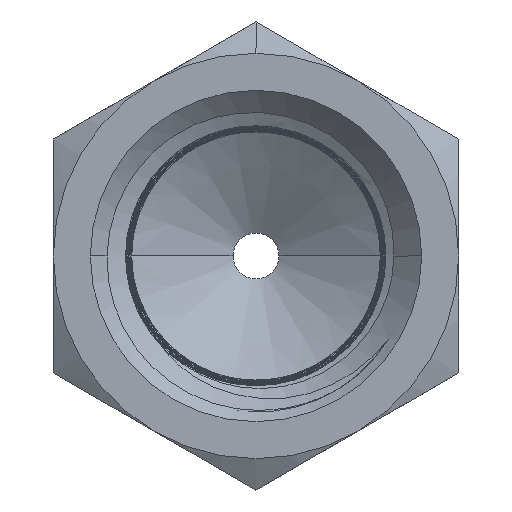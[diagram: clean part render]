
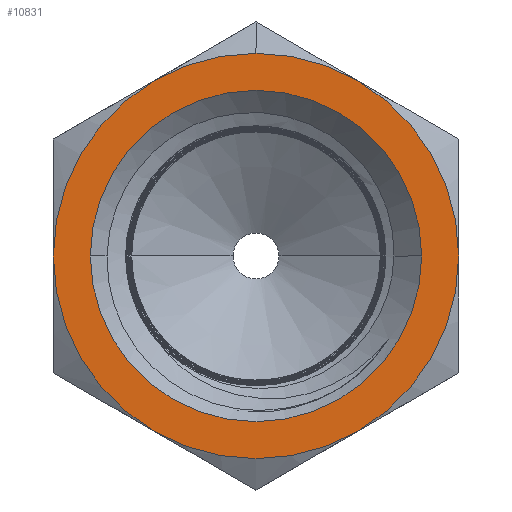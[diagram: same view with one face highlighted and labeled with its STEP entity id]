
A CAD part, front view. The second image highlights one B-rep face of the part: STEP entity #10831.
In plain terms, the highlighted planar face has unit normal (0, -1, 0).
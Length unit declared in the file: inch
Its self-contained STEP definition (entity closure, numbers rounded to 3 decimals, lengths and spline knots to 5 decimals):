
#29 = DIRECTION ( 'NONE',  ( 0., -1., 0. ) ) ;
#239 = CARTESIAN_POINT ( 'NONE',  ( -0.17188, 0., -0.2977 ) ) ;
#291 = EDGE_CURVE ( 'NONE', #9202, #8942, #3743, .T. ) ;
#565 = VERTEX_POINT ( 'NONE', #10170 ) ;
#1041 = CARTESIAN_POINT ( 'NONE',  ( 0., 0., 0.34375 ) ) ;
#1061 = EDGE_CURVE ( 'NONE', #565, #9202, #8189, .T. ) ;
#1473 = AXIS2_PLACEMENT_3D ( 'NONE', #8946, #12310, #8896 ) ;
#1550 = DIRECTION ( 'NONE',  ( 0., 1., 0. ) ) ;
#1621 = AXIS2_PLACEMENT_3D ( 'NONE', #14733, #9055, #10216 ) ;
#1640 = CIRCLE ( 'NONE', #3189, 0.34375 ) ;
#1657 = CIRCLE ( 'NONE', #5803, 0.34375 ) ;
#1823 = CIRCLE ( 'NONE', #14177, 0.34375 ) ;
#2056 = DIRECTION ( 'NONE',  ( 0., 0., 1. ) ) ;
#2074 = CIRCLE ( 'NONE', #4081, 0.34375 ) ;
#2521 = ORIENTED_EDGE ( 'NONE', *, *, #291, .F. ) ;
#2797 = ORIENTED_EDGE ( 'NONE', *, *, #13094, .F. ) ;
#3189 = AXIS2_PLACEMENT_3D ( 'NONE', #6621, #5575, #12377 ) ;
#3412 = CARTESIAN_POINT ( 'NONE',  ( 0.34375, 0., 0. ) ) ;
#3743 = CIRCLE ( 'NONE', #8063, 0.34375 ) ;
#3809 = FACE_BOUND ( 'NONE', #14061, .T. ) ;
#4031 = VERTEX_POINT ( 'NONE', #13648 ) ;
#4081 = AXIS2_PLACEMENT_3D ( 'NONE', #11509, #4664, #9296 ) ;
#4137 = CARTESIAN_POINT ( 'NONE',  ( -0.34375, 0., 0. ) ) ;
#4664 = DIRECTION ( 'NONE',  ( 0., 1., 0. ) ) ;
#5308 = VERTEX_POINT ( 'NONE', #4137 ) ;
#5575 = DIRECTION ( 'NONE',  ( 0., 1., 0. ) ) ;
#5585 = CIRCLE ( 'NONE', #5762, 0.281 ) ;
#5618 = ORIENTED_EDGE ( 'NONE', *, *, #12553, .T. ) ;
#5703 = CARTESIAN_POINT ( 'NONE',  ( 0.17188, 0., 0.2977 ) ) ;
#5744 = ORIENTED_EDGE ( 'NONE', *, *, #8702, .F. ) ;
#5747 = CARTESIAN_POINT ( 'NONE',  ( 0., 0., 0. ) ) ;
#5757 = ORIENTED_EDGE ( 'NONE', *, *, #1061, .F. ) ;
#5762 = AXIS2_PLACEMENT_3D ( 'NONE', #13793, #5861, #11654 ) ;
#5803 = AXIS2_PLACEMENT_3D ( 'NONE', #8904, #13248, #2056 ) ;
#5861 = DIRECTION ( 'NONE',  ( 0., -1., 0. ) ) ;
#6421 = CARTESIAN_POINT ( 'NONE',  ( 0.281, 0., 0. ) ) ;
#6607 = CARTESIAN_POINT ( 'NONE',  ( 0.17187, 0., -0.2977 ) ) ;
#6621 = CARTESIAN_POINT ( 'NONE',  ( 0., 0., 0. ) ) ;
#6644 = EDGE_CURVE ( 'NONE', #5308, #565, #2074, .T. ) ;
#6692 = VERTEX_POINT ( 'NONE', #239 ) ;
#7042 = ORIENTED_EDGE ( 'NONE', *, *, #10332, .F. ) ;
#7096 = EDGE_CURVE ( 'NONE', #8942, #7284, #8691, .T. ) ;
#7284 = VERTEX_POINT ( 'NONE', #3412 ) ;
#7695 = CARTESIAN_POINT ( 'NONE',  ( 0., 0., 0. ) ) ;
#7886 = DIRECTION ( 'NONE',  ( 0., 0., 1. ) ) ;
#8028 = DIRECTION ( 'NONE',  ( 0., 0., -1. ) ) ;
#8063 = AXIS2_PLACEMENT_3D ( 'NONE', #11817, #1550, #11867 ) ;
#8086 = EDGE_LOOP ( 'NONE', ( #13163, #2521, #5757, #13671, #7042, #14222, #5618 ) ) ;
#8189 = CIRCLE ( 'NONE', #11919, 0.34375 ) ;
#8691 = CIRCLE ( 'NONE', #11733, 0.34375 ) ;
#8702 = EDGE_CURVE ( 'NONE', #9780, #4031, #13353, .T. ) ;
#8795 = DIRECTION ( 'NONE',  ( 0., 0., 1. ) ) ;
#8896 = DIRECTION ( 'NONE',  ( 1., 0., 0. ) ) ;
#8904 = CARTESIAN_POINT ( 'NONE',  ( 0., 0., 0. ) ) ;
#8928 = VERTEX_POINT ( 'NONE', #6607 ) ;
#8942 = VERTEX_POINT ( 'NONE', #5703 ) ;
#8946 = CARTESIAN_POINT ( 'NONE',  ( 0., 0., 0. ) ) ;
#8985 = FACE_OUTER_BOUND ( 'NONE', #8086, .T. ) ;
#9055 = DIRECTION ( 'NONE',  ( 0., 1., 0. ) ) ;
#9202 = VERTEX_POINT ( 'NONE', #1041 ) ;
#9296 = DIRECTION ( 'NONE',  ( 0., 0., 1. ) ) ;
#9780 = VERTEX_POINT ( 'NONE', #6421 ) ;
#9953 = DIRECTION ( 'NONE',  ( 0., 1., 0. ) ) ;
#10122 = PLANE ( 'NONE',  #1621 ) ;
#10170 = CARTESIAN_POINT ( 'NONE',  ( -0.17187, 0., 0.2977 ) ) ;
#10216 = DIRECTION ( 'NONE',  ( 0., 0., 1. ) ) ;
#10246 = DIRECTION ( 'NONE',  ( 0., 1., 0. ) ) ;
#10332 = EDGE_CURVE ( 'NONE', #6692, #5308, #1657, .T. ) ;
#10737 = EDGE_CURVE ( 'NONE', #8928, #6692, #1640, .T. ) ;
#10831 = ADVANCED_FACE ( 'NONE', ( #3809, #8985 ), #10122, .F. ) ;
#11355 = CARTESIAN_POINT ( 'NONE',  ( 0., 0., 0. ) ) ;
#11509 = CARTESIAN_POINT ( 'NONE',  ( 0., 0., 0. ) ) ;
#11654 = DIRECTION ( 'NONE',  ( 1., 0., 0. ) ) ;
#11733 = AXIS2_PLACEMENT_3D ( 'NONE', #7695, #9953, #8795 ) ;
#11817 = CARTESIAN_POINT ( 'NONE',  ( 0., 0., 0. ) ) ;
#11867 = DIRECTION ( 'NONE',  ( 0., 0., 1. ) ) ;
#11919 = AXIS2_PLACEMENT_3D ( 'NONE', #11355, #10246, #7886 ) ;
#12310 = DIRECTION ( 'NONE',  ( 0., -1., 0. ) ) ;
#12377 = DIRECTION ( 'NONE',  ( 0., 0., 1. ) ) ;
#12553 = EDGE_CURVE ( 'NONE', #8928, #7284, #1823, .T. ) ;
#13094 = EDGE_CURVE ( 'NONE', #4031, #9780, #5585, .T. ) ;
#13163 = ORIENTED_EDGE ( 'NONE', *, *, #7096, .F. ) ;
#13248 = DIRECTION ( 'NONE',  ( 0., 1., 0. ) ) ;
#13353 = CIRCLE ( 'NONE', #1473, 0.281 ) ;
#13648 = CARTESIAN_POINT ( 'NONE',  ( -0.281, 0., 0. ) ) ;
#13671 = ORIENTED_EDGE ( 'NONE', *, *, #6644, .F. ) ;
#13793 = CARTESIAN_POINT ( 'NONE',  ( 0., 0., 0. ) ) ;
#14061 = EDGE_LOOP ( 'NONE', ( #5744, #2797 ) ) ;
#14177 = AXIS2_PLACEMENT_3D ( 'NONE', #5747, #29, #8028 ) ;
#14222 = ORIENTED_EDGE ( 'NONE', *, *, #10737, .F. ) ;
#14733 = CARTESIAN_POINT ( 'NONE',  ( 0., 0., 0. ) ) ;
